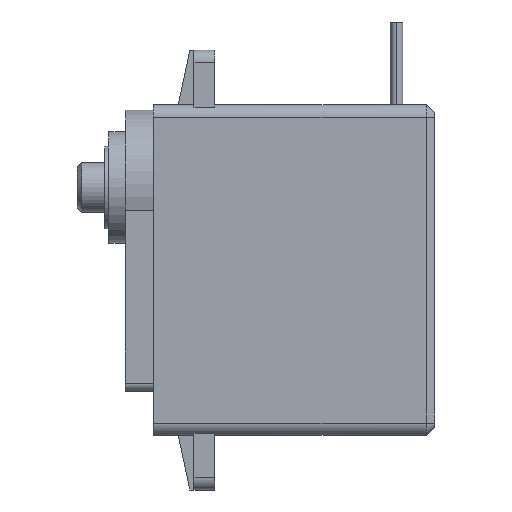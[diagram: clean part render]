
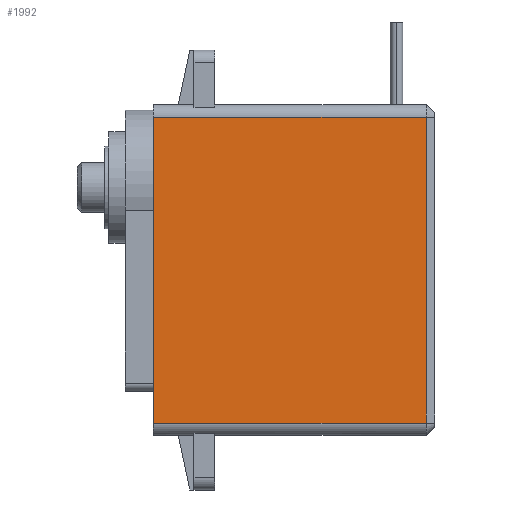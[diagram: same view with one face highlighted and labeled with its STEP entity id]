
A CAD part, left-side view. The second image highlights one B-rep face of the part: STEP entity #1992.
In plain terms, the highlighted planar face has unit normal (-1, 0, 0).
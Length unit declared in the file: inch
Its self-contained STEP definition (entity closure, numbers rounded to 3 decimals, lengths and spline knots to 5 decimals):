
#13 = DIRECTION ( 'NONE',  ( 0., -1., 0. ) ) ;
#30 = AXIS2_PLACEMENT_3D ( 'NONE', #2437, #1230, #1277 ) ;
#67 = LINE ( 'NONE', #2742, #2928 ) ;
#135 = VECTOR ( 'NONE', #3070, 39.37008 ) ;
#225 = EDGE_CURVE ( 'NONE', #2756, #2862, #1170, .T. ) ;
#536 = VERTEX_POINT ( 'NONE', #1812 ) ;
#644 = VECTOR ( 'NONE', #2328, 39.37008 ) ;
#677 = EDGE_CURVE ( 'NONE', #536, #1587, #958, .T. ) ;
#943 = EDGE_LOOP ( 'NONE', ( #2884, #2891, #2805, #1350 ) ) ;
#958 = LINE ( 'NONE', #1385, #644 ) ;
#1002 = FACE_OUTER_BOUND ( 'NONE', #943, .T. ) ;
#1038 = EDGE_CURVE ( 'NONE', #536, #2756, #2586, .T. ) ;
#1170 = LINE ( 'NONE', #2105, #135 ) ;
#1230 = DIRECTION ( 'NONE',  ( -1., 0., 0. ) ) ;
#1277 = DIRECTION ( 'NONE',  ( 0., 0., 1. ) ) ;
#1350 = ORIENTED_EDGE ( 'NONE', *, *, #677, .F. ) ;
#1380 = CARTESIAN_POINT ( 'NONE',  ( -0.3937, -1.00787, -1.12205 ) ) ;
#1385 = CARTESIAN_POINT ( 'NONE',  ( -0.3937, 0.29134, 0.3937 ) ) ;
#1481 = PLANE ( 'NONE',  #30 ) ;
#1587 = VERTEX_POINT ( 'NONE', #2414 ) ;
#1757 = DIRECTION ( 'NONE',  ( 0., 1., 0. ) ) ;
#1812 = CARTESIAN_POINT ( 'NONE',  ( -0.3937, 0.29134, -1.12205 ) ) ;
#1992 = ADVANCED_FACE ( 'NONE', ( #1002 ), #1481, .T. ) ;
#2105 = CARTESIAN_POINT ( 'NONE',  ( -0.3937, -1.00787, 0.33465 ) ) ;
#2328 = DIRECTION ( 'NONE',  ( 0., 0., 1. ) ) ;
#2414 = CARTESIAN_POINT ( 'NONE',  ( -0.3937, 0.29134, 0.33465 ) ) ;
#2437 = CARTESIAN_POINT ( 'NONE',  ( -0.3937, 0.29134, -1.1811 ) ) ;
#2586 = LINE ( 'NONE', #2653, #2867 ) ;
#2590 = EDGE_CURVE ( 'NONE', #2862, #1587, #67, .T. ) ;
#2653 = CARTESIAN_POINT ( 'NONE',  ( -0.3937, -1.04724, -1.12205 ) ) ;
#2718 = CARTESIAN_POINT ( 'NONE',  ( -0.3937, -1.00787, 0.33465 ) ) ;
#2742 = CARTESIAN_POINT ( 'NONE',  ( -0.3937, 0.29134, 0.33465 ) ) ;
#2756 = VERTEX_POINT ( 'NONE', #1380 ) ;
#2805 = ORIENTED_EDGE ( 'NONE', *, *, #2590, .T. ) ;
#2862 = VERTEX_POINT ( 'NONE', #2718 ) ;
#2867 = VECTOR ( 'NONE', #13, 39.37008 ) ;
#2884 = ORIENTED_EDGE ( 'NONE', *, *, #1038, .T. ) ;
#2891 = ORIENTED_EDGE ( 'NONE', *, *, #225, .T. ) ;
#2928 = VECTOR ( 'NONE', #1757, 39.37008 ) ;
#3070 = DIRECTION ( 'NONE',  ( 0., 0., 1. ) ) ;
